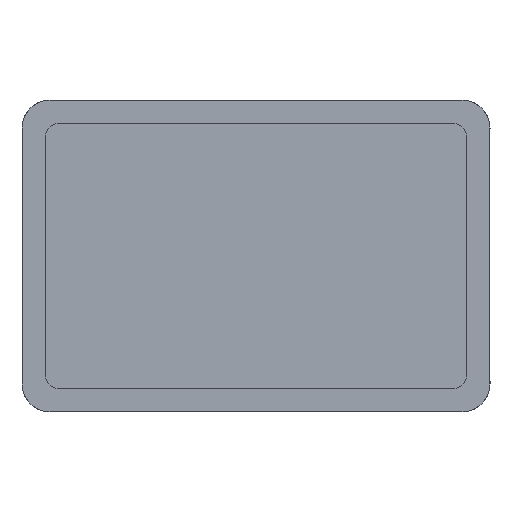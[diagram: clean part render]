
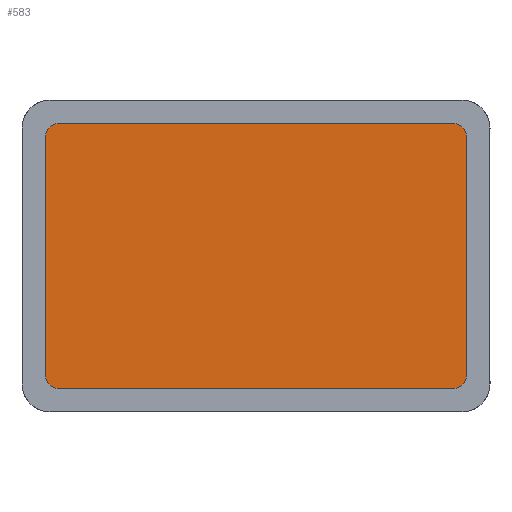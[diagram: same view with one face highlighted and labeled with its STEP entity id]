
A CAD part, front view. The second image highlights one B-rep face of the part: STEP entity #583.
In plain terms, the highlighted planar face has unit normal (0, -1, 0).
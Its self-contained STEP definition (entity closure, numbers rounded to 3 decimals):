
#55 = DIRECTION ( 'NONE',  ( 0., 0., 1. ) ) ;
#445 = DIRECTION ( 'NONE',  ( 0., 1., 0. ) ) ;
#583 = ADVANCED_FACE ( 'NONE', ( #10715 ), #9177, .F. ) ;
#723 = EDGE_CURVE ( 'NONE', #7810, #15846, #3588, .T. ) ;
#757 = DIRECTION ( 'NONE',  ( 0., 0., 1. ) ) ;
#769 = VERTEX_POINT ( 'NONE', #786 ) ;
#786 = CARTESIAN_POINT ( 'NONE',  ( 135., 0., -76. ) ) ;
#904 = DIRECTION ( 'NONE',  ( 0., 0., 1. ) ) ;
#1434 = DIRECTION ( 'NONE',  ( 0., 1., 0. ) ) ;
#1577 = CARTESIAN_POINT ( 'NONE',  ( 126., 0., 85. ) ) ;
#1629 = VECTOR ( 'NONE', #15905, 1000. ) ;
#1707 = ORIENTED_EDGE ( 'NONE', *, *, #12991, .F. ) ;
#2114 = LINE ( 'NONE', #12010, #13797 ) ;
#2126 = CARTESIAN_POINT ( 'NONE',  ( 126., 0., -85. ) ) ;
#2263 = CARTESIAN_POINT ( 'NONE',  ( 135., 0., 76. ) ) ;
#2939 = DIRECTION ( 'NONE',  ( 0., 0., 1. ) ) ;
#3283 = VERTEX_POINT ( 'NONE', #4869 ) ;
#3519 = AXIS2_PLACEMENT_3D ( 'NONE', #7975, #445, #2939 ) ;
#3588 = LINE ( 'NONE', #8364, #1629 ) ;
#3771 = AXIS2_PLACEMENT_3D ( 'NONE', #6941, #6775, #11882 ) ;
#4000 = VECTOR ( 'NONE', #7010, 1000. ) ;
#4724 = AXIS2_PLACEMENT_3D ( 'NONE', #11774, #10471, #757 ) ;
#4739 = CIRCLE ( 'NONE', #10595, 9. ) ;
#4801 = EDGE_CURVE ( 'NONE', #12349, #8482, #4739, .T. ) ;
#4821 = VERTEX_POINT ( 'NONE', #13680 ) ;
#4869 = CARTESIAN_POINT ( 'NONE',  ( -135., 0., -76. ) ) ;
#4896 = EDGE_CURVE ( 'NONE', #15846, #3283, #11901, .T. ) ;
#5621 = ORIENTED_EDGE ( 'NONE', *, *, #4801, .F. ) ;
#5754 = EDGE_CURVE ( 'NONE', #4821, #769, #14563, .T. ) ;
#6240 = EDGE_LOOP ( 'NONE', ( #6278, #8610, #1707, #12201, #10663, #13560, #5621, #7539 ) ) ;
#6278 = ORIENTED_EDGE ( 'NONE', *, *, #4896, .F. ) ;
#6619 = DIRECTION ( 'NONE',  ( 0., 0., 1. ) ) ;
#6775 = DIRECTION ( 'NONE',  ( 0., 1., 0. ) ) ;
#6941 = CARTESIAN_POINT ( 'NONE',  ( 126., 0., -76. ) ) ;
#7010 = DIRECTION ( 'NONE',  ( 1., 0., 0. ) ) ;
#7539 = ORIENTED_EDGE ( 'NONE', *, *, #9616, .F. ) ;
#7810 = VERTEX_POINT ( 'NONE', #2126 ) ;
#7824 = CARTESIAN_POINT ( 'NONE',  ( -126., 0., -85. ) ) ;
#7975 = CARTESIAN_POINT ( 'NONE',  ( 126., 0., 76. ) ) ;
#8364 = CARTESIAN_POINT ( 'NONE',  ( -126., 0., -85. ) ) ;
#8482 = VERTEX_POINT ( 'NONE', #14689 ) ;
#8610 = ORIENTED_EDGE ( 'NONE', *, *, #723, .F. ) ;
#8808 = DIRECTION ( 'NONE',  ( 0., 1., 0. ) ) ;
#9177 = PLANE ( 'NONE',  #4724 ) ;
#9274 = LINE ( 'NONE', #12996, #4000 ) ;
#9422 = CARTESIAN_POINT ( 'NONE',  ( -135., 0., 76. ) ) ;
#9470 = DIRECTION ( 'NONE',  ( 0., 0., -1. ) ) ;
#9616 = EDGE_CURVE ( 'NONE', #3283, #12349, #2114, .T. ) ;
#9866 = CARTESIAN_POINT ( 'NONE',  ( -126., 0., 76. ) ) ;
#10471 = DIRECTION ( 'NONE',  ( 0., 1., 0. ) ) ;
#10499 = CIRCLE ( 'NONE', #3519, 9. ) ;
#10539 = VERTEX_POINT ( 'NONE', #1577 ) ;
#10595 = AXIS2_PLACEMENT_3D ( 'NONE', #9866, #8808, #55 ) ;
#10663 = ORIENTED_EDGE ( 'NONE', *, *, #13377, .F. ) ;
#10715 = FACE_OUTER_BOUND ( 'NONE', #6240, .T. ) ;
#11774 = CARTESIAN_POINT ( 'NONE',  ( -126., 0., -76. ) ) ;
#11882 = DIRECTION ( 'NONE',  ( 0., 0., 1. ) ) ;
#11901 = CIRCLE ( 'NONE', #15250, 9. ) ;
#11970 = EDGE_CURVE ( 'NONE', #8482, #10539, #9274, .T. ) ;
#12010 = CARTESIAN_POINT ( 'NONE',  ( -135., 0., 76. ) ) ;
#12201 = ORIENTED_EDGE ( 'NONE', *, *, #5754, .F. ) ;
#12349 = VERTEX_POINT ( 'NONE', #9422 ) ;
#12828 = CIRCLE ( 'NONE', #3771, 9. ) ;
#12991 = EDGE_CURVE ( 'NONE', #769, #7810, #12828, .T. ) ;
#12996 = CARTESIAN_POINT ( 'NONE',  ( -126., 0., 85. ) ) ;
#13377 = EDGE_CURVE ( 'NONE', #10539, #4821, #10499, .T. ) ;
#13560 = ORIENTED_EDGE ( 'NONE', *, *, #11970, .F. ) ;
#13680 = CARTESIAN_POINT ( 'NONE',  ( 135., 0., 76. ) ) ;
#13797 = VECTOR ( 'NONE', #904, 1000. ) ;
#13829 = CARTESIAN_POINT ( 'NONE',  ( -126., 0., -76. ) ) ;
#14237 = VECTOR ( 'NONE', #9470, 1000. ) ;
#14563 = LINE ( 'NONE', #2263, #14237 ) ;
#14689 = CARTESIAN_POINT ( 'NONE',  ( -126., 0., 85. ) ) ;
#15250 = AXIS2_PLACEMENT_3D ( 'NONE', #13829, #1434, #6619 ) ;
#15846 = VERTEX_POINT ( 'NONE', #7824 ) ;
#15905 = DIRECTION ( 'NONE',  ( -1., 0., 0. ) ) ;
